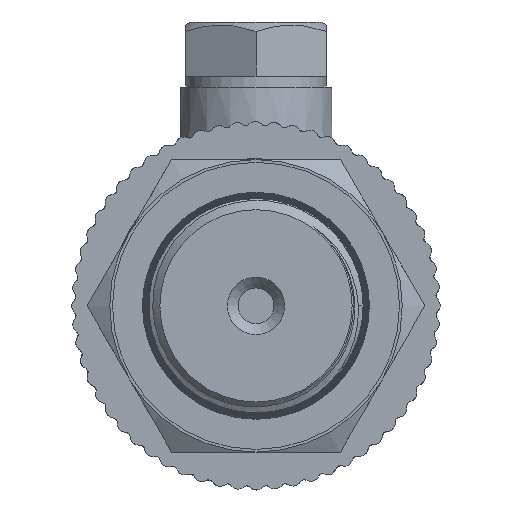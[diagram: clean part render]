
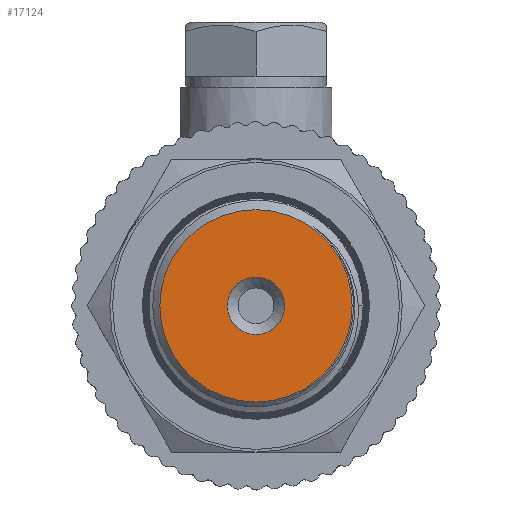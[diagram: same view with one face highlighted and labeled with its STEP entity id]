
A CAD part, left-side view. The second image highlights one B-rep face of the part: STEP entity #17124.
In plain terms, the highlighted planar face has unit normal (-1, 0, 0).
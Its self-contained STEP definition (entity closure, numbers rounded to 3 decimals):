
#643=PLANE('',#17988);
#808=FACE_BOUND('',#2497,.T.);
#1493=FACE_OUTER_BOUND('',#2496,.T.);
#2496=EDGE_LOOP('',(#13066));
#2497=EDGE_LOOP('',(#13067));
#3216=CIRCLE('',#17942,8.878);
#3234=CIRCLE('',#17987,2.65);
#7279=VERTEX_POINT('',#32471);
#7311=VERTEX_POINT('',#33761);
#9386=EDGE_CURVE('',#7279,#7279,#3216,.T.);
#9446=EDGE_CURVE('',#7311,#7311,#3234,.T.);
#13066=ORIENTED_EDGE('',*,*,#9386,.T.);
#13067=ORIENTED_EDGE('',*,*,#9446,.T.);
#17124=ADVANCED_FACE('',(#1493,#808),#643,.T.);
#17942=AXIS2_PLACEMENT_3D('',#32472,#19415,#19416);
#17987=AXIS2_PLACEMENT_3D('',#33763,#19516,#19517);
#17988=AXIS2_PLACEMENT_3D('',#33764,#19518,#19519);
#19415=DIRECTION('center_axis',(-1.,0.,0.));
#19416=DIRECTION('ref_axis',(0.,1.,0.));
#19516=DIRECTION('center_axis',(1.,0.,0.));
#19517=DIRECTION('ref_axis',(0.,0.,-1.));
#19518=DIRECTION('center_axis',(-1.,0.,0.));
#19519=DIRECTION('ref_axis',(0.,0.,1.));
#32471=CARTESIAN_POINT('',(-68.,-8.878,0.));
#32472=CARTESIAN_POINT('Origin',(-68.,0.,0.));
#33761=CARTESIAN_POINT('',(-68.,-2.65,0.));
#33763=CARTESIAN_POINT('Origin',(-68.,0.,0.));
#33764=CARTESIAN_POINT('Origin',(-68.,9.853,0.));
